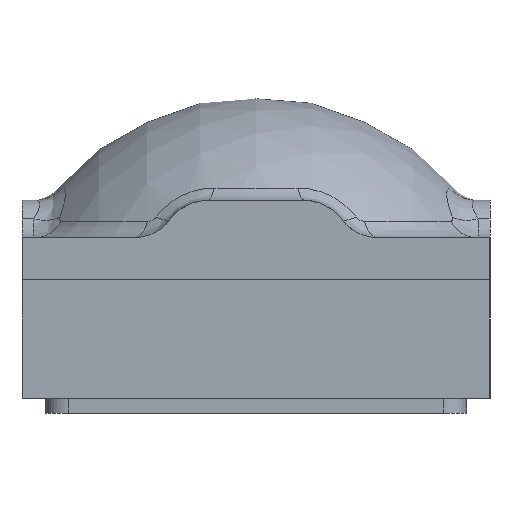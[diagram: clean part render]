
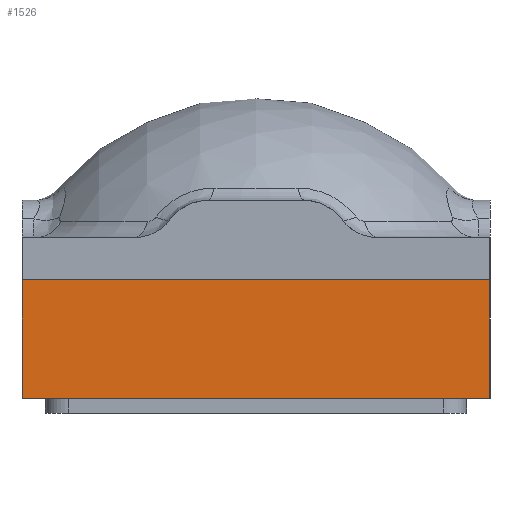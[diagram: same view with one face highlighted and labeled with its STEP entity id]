
A CAD part, left-side view. The second image highlights one B-rep face of the part: STEP entity #1526.
In plain terms, the highlighted planar face has unit normal (-1, 0, 0).
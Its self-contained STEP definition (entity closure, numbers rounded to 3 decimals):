
#171=LINE('',#3113,#279);
#172=LINE('',#3115,#280);
#173=LINE('',#3117,#281);
#174=LINE('',#3118,#282);
#279=VECTOR('',#2152,1000.);
#280=VECTOR('',#2153,1000.);
#281=VECTOR('',#2154,1000.);
#282=VECTOR('',#2155,1000.);
#323=PLANE('',#1715);
#415=FACE_OUTER_BOUND('',#507,.T.);
#507=EDGE_LOOP('',(#1409,#1410,#1411,#1412));
#759=VERTEX_POINT('',#3111);
#760=VERTEX_POINT('',#3112);
#761=VERTEX_POINT('',#3114);
#762=VERTEX_POINT('',#3116);
#977=EDGE_CURVE('',#759,#760,#171,.T.);
#978=EDGE_CURVE('',#761,#760,#172,.T.);
#979=EDGE_CURVE('',#762,#761,#173,.T.);
#980=EDGE_CURVE('',#762,#759,#174,.T.);
#1409=ORIENTED_EDGE('',*,*,#977,.T.);
#1410=ORIENTED_EDGE('',*,*,#978,.F.);
#1411=ORIENTED_EDGE('',*,*,#979,.F.);
#1412=ORIENTED_EDGE('',*,*,#980,.T.);
#1526=ADVANCED_FACE('',(#415),#323,.F.);
#1715=AXIS2_PLACEMENT_3D('',#3110,#2150,#2151);
#2150=DIRECTION('center_axis',(1.,0.,0.));
#2151=DIRECTION('ref_axis',(0.,1.,0.));
#2152=DIRECTION('',(0.,1.,0.));
#2153=DIRECTION('',(0.,0.,1.));
#2154=DIRECTION('',(0.,1.,0.));
#2155=DIRECTION('',(0.,0.,1.));
#3110=CARTESIAN_POINT('Origin',(-1.,-2.688,-1.));
#3111=CARTESIAN_POINT('',(-1.,-2.688,-0.492));
#3112=CARTESIAN_POINT('',(-1.,-0.688,-0.492));
#3113=CARTESIAN_POINT('',(-1.,-2.688,-0.492));
#3114=CARTESIAN_POINT('',(-1.,-0.688,-1.));
#3115=CARTESIAN_POINT('',(-1.,-0.688,-1.));
#3116=CARTESIAN_POINT('',(-1.,-2.688,-1.));
#3117=CARTESIAN_POINT('',(-1.,-2.688,-1.));
#3118=CARTESIAN_POINT('',(-1.,-2.688,-1.));
